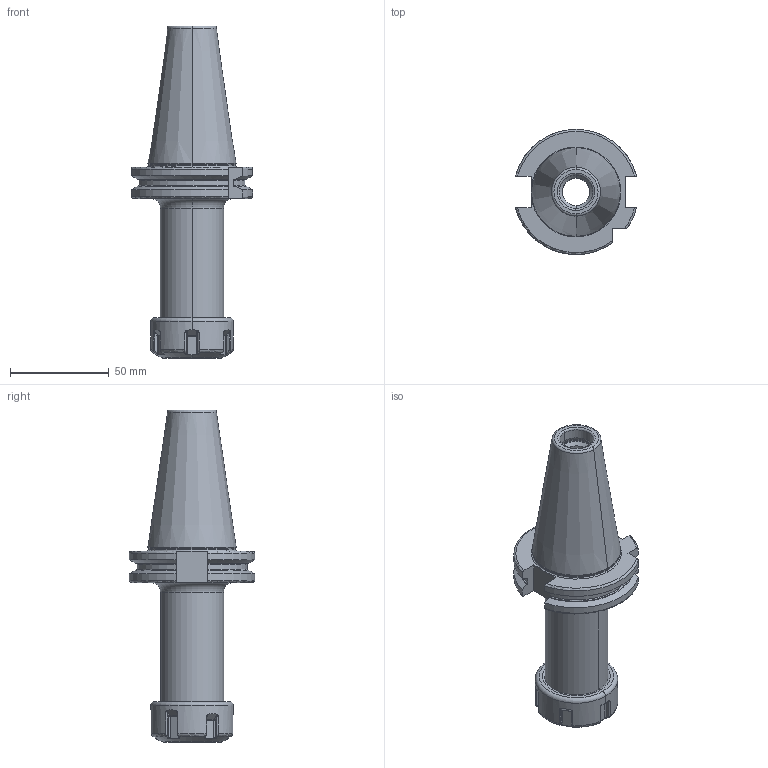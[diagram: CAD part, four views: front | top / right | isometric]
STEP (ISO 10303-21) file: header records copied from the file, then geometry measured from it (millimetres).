
FILE_DESCRIPTION((''),'2;1');
FILE_NAME('402_02_16_1','2020-09-15T',('104091'),(''),'CREO PARAMETRIC BY PTC INC, 2016260','CREO PARAMETRIC BY PTC INC, 2016260','');
FILE_SCHEMA(('CONFIG_CONTROL_DESIGN'));
Length unit declared in the file: millimetre
Products named in the file (1): 402_02_16_1
Bounding box: 61.48 x 63.54 x 168.4 mm (x, y, z)
Volume: 150300.7 mm3; surface area: 35220.3 mm2
Topology: 1 solids, 1 shells, 274 faces, 670 edges, 403 vertices
Faces by surface type: cylinder 63, plane 61, bspline 60, torus 52, cone 26, sphere 12
Entity records: 10841 total; most frequent: CARTESIAN_POINT 4806, ORIENTED_EDGE 1336, DIRECTION 1122, EDGE_CURVE 668, AXIS2_PLACEMENT_3D 440, VERTEX_POINT 403, EDGE_LOOP 283, FACE_OUTER_BOUND 274
